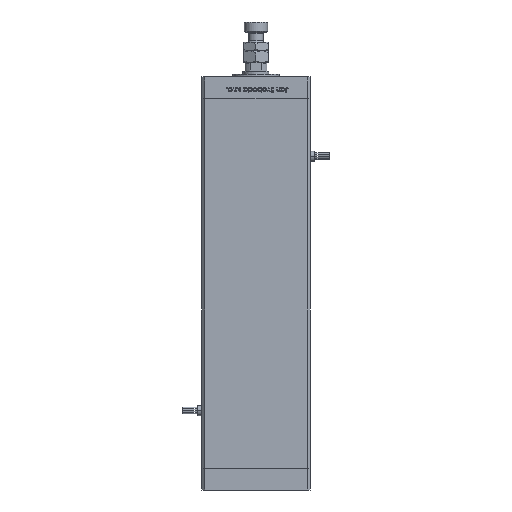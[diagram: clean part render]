
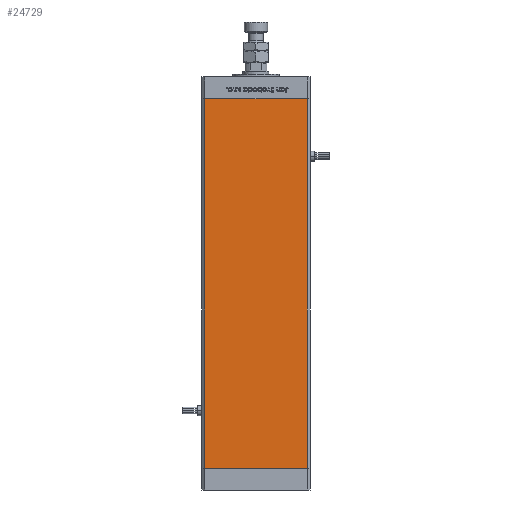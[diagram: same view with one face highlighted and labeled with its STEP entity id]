
A CAD part, front view. The second image highlights one B-rep face of the part: STEP entity #24729.
In plain terms, the highlighted planar face has unit normal (0, -1, 0).
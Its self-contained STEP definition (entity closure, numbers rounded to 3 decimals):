
#288 = DIRECTION ( 'NONE',  ( 1., 0., 0. ) ) ;
#1403 = VECTOR ( 'NONE', #26571, 1000. ) ;
#2135 = ORIENTED_EDGE ( 'NONE', *, *, #26418, .F. ) ;
#2284 = VERTEX_POINT ( 'NONE', #29436 ) ;
#4604 = LINE ( 'NONE', #22124, #41197 ) ;
#7412 = LINE ( 'NONE', #52431, #1403 ) ;
#10001 = DIRECTION ( 'NONE',  ( 1., 0., 0. ) ) ;
#11674 = FACE_OUTER_BOUND ( 'NONE', #50849, .T. ) ;
#13765 = DIRECTION ( 'NONE',  ( 0., 0., -1. ) ) ;
#14014 = LINE ( 'NONE', #19194, #24510 ) ;
#15365 = ORIENTED_EDGE ( 'NONE', *, *, #28368, .T. ) ;
#15424 = PLANE ( 'NONE',  #43905 ) ;
#19074 = ORIENTED_EDGE ( 'NONE', *, *, #55822, .T. ) ;
#19194 = CARTESIAN_POINT ( 'NONE',  ( -35.5, -32.5, 0. ) ) ;
#19735 = DIRECTION ( 'NONE',  ( 0., 1., 0. ) ) ;
#20184 = EDGE_CURVE ( 'NONE', #49654, #53927, #7412, .T. ) ;
#22124 = CARTESIAN_POINT ( 'NONE',  ( -35.5, -32.5, 256. ) ) ;
#23778 = VERTEX_POINT ( 'NONE', #35033 ) ;
#24033 = CARTESIAN_POINT ( 'NONE',  ( -35.5, -32.5, 256. ) ) ;
#24510 = VECTOR ( 'NONE', #10001, 1000. ) ;
#24729 = ADVANCED_FACE ( 'NONE', ( #11674 ), #15424, .F. ) ;
#25347 = ORIENTED_EDGE ( 'NONE', *, *, #20184, .F. ) ;
#26418 = EDGE_CURVE ( 'NONE', #2284, #49654, #4604, .T. ) ;
#26571 = DIRECTION ( 'NONE',  ( 0., 0., -1. ) ) ;
#28368 = EDGE_CURVE ( 'NONE', #23778, #53927, #14014, .T. ) ;
#29436 = CARTESIAN_POINT ( 'NONE',  ( -35.5, -32.5, 256. ) ) ;
#35033 = CARTESIAN_POINT ( 'NONE',  ( -35.5, -32.5, 0. ) ) ;
#38301 = CARTESIAN_POINT ( 'NONE',  ( 35.5, -32.5, 256. ) ) ;
#41197 = VECTOR ( 'NONE', #288, 1000. ) ;
#43905 = AXIS2_PLACEMENT_3D ( 'NONE', #24033, #19735, #46716 ) ;
#46716 = DIRECTION ( 'NONE',  ( 0., 0., 1. ) ) ;
#49395 = CARTESIAN_POINT ( 'NONE',  ( -35.5, -32.5, 256. ) ) ;
#49654 = VERTEX_POINT ( 'NONE', #38301 ) ;
#50006 = VECTOR ( 'NONE', #13765, 1000. ) ;
#50849 = EDGE_LOOP ( 'NONE', ( #15365, #25347, #2135, #19074 ) ) ;
#52431 = CARTESIAN_POINT ( 'NONE',  ( 35.5, -32.5, 256. ) ) ;
#53706 = LINE ( 'NONE', #49395, #50006 ) ;
#53927 = VERTEX_POINT ( 'NONE', #55937 ) ;
#55822 = EDGE_CURVE ( 'NONE', #2284, #23778, #53706, .T. ) ;
#55937 = CARTESIAN_POINT ( 'NONE',  ( 35.5, -32.5, 0. ) ) ;
